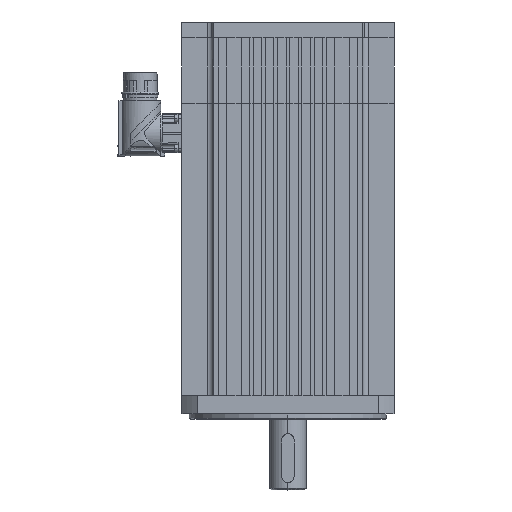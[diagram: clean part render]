
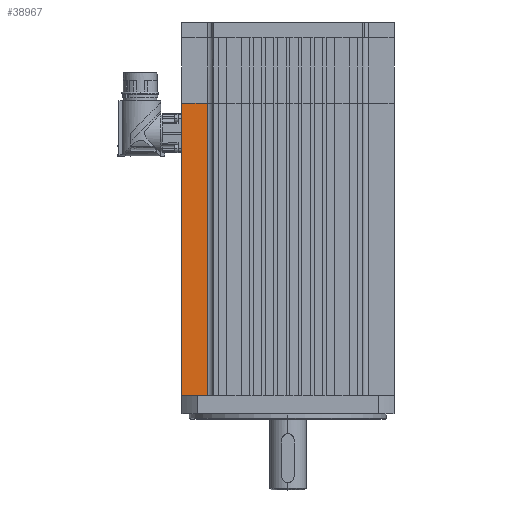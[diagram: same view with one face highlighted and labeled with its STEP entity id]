
A CAD part, left-side view. The second image highlights one B-rep face of the part: STEP entity #38967.
In plain terms, the highlighted face is planar.
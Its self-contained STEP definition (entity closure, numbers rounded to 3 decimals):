
#31184=CARTESIAN_POINT('',(-49.3,70.,193.0));
#31185=VERTEX_POINT('',#31184);
#31208=CARTESIAN_POINT('',(-49.3,53.3,193.0));
#31209=VERTEX_POINT('',#31208);
#31210=CARTESIAN_POINT('',(-49.3,53.3,193.0));
#31211=DIRECTION('',(0.0,1.0,0.0));
#31212=VECTOR('',#31211,16.7);
#31213=LINE('',#31210,#31212);
#31214=EDGE_CURVE('',#31209,#31185,#31213,.T.);
#38927=CARTESIAN_POINT('',(-49.3,70.,0.0));
#38928=VERTEX_POINT('',#38927);
#38935=CARTESIAN_POINT('',(-49.3,70.,0.0));
#38936=DIRECTION('',(0.0,0.0,1.0));
#38937=VECTOR('',#38936,193.0);
#38938=LINE('',#38935,#38937);
#38939=EDGE_CURVE('',#38928,#31185,#38938,.T.);
#38944=CARTESIAN_POINT('',(-49.3,53.3,0.0));
#38945=DIRECTION('',(-1.0,0.0,0.0));
#38946=DIRECTION('',(0.0,0.0,1.0));
#38947=AXIS2_PLACEMENT_3D('',#38944,#38945,#38946);
#38948=PLANE('',#38947);
#38949=ORIENTED_EDGE('',*,*,#31214,.T.);
#38950=ORIENTED_EDGE('',*,*,#38939,.F.);
#38951=CARTESIAN_POINT('',(-49.3,53.3,0.0));
#38952=VERTEX_POINT('',#38951);
#38953=CARTESIAN_POINT('',(-49.3,70.,0.0));
#38954=DIRECTION('',(0.0,-1.0,0.0));
#38955=VECTOR('',#38954,16.7);
#38956=LINE('',#38953,#38955);
#38957=EDGE_CURVE('',#38928,#38952,#38956,.T.);
#38958=ORIENTED_EDGE('',*,*,#38957,.T.);
#38959=CARTESIAN_POINT('',(-49.3,53.3,0.0));
#38960=DIRECTION('',(0.0,0.0,1.0));
#38961=VECTOR('',#38960,193.0);
#38962=LINE('',#38959,#38961);
#38963=EDGE_CURVE('',#38952,#31209,#38962,.T.);
#38964=ORIENTED_EDGE('',*,*,#38963,.T.);
#38965=EDGE_LOOP('',(#38949,#38950,#38958,#38964));
#38966=FACE_OUTER_BOUND('',#38965,.T.);
#38967=ADVANCED_FACE('',(#38966),#38948,.T.);
